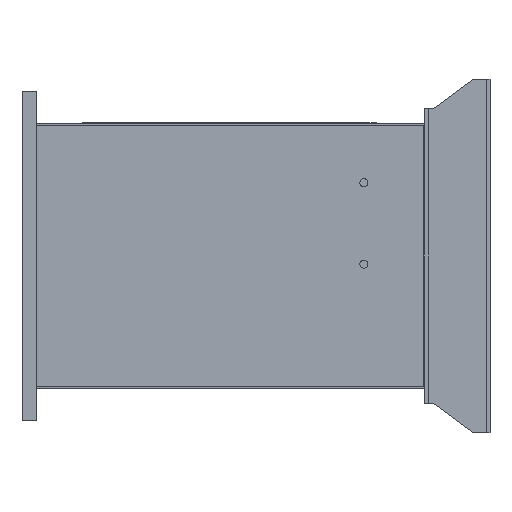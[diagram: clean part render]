
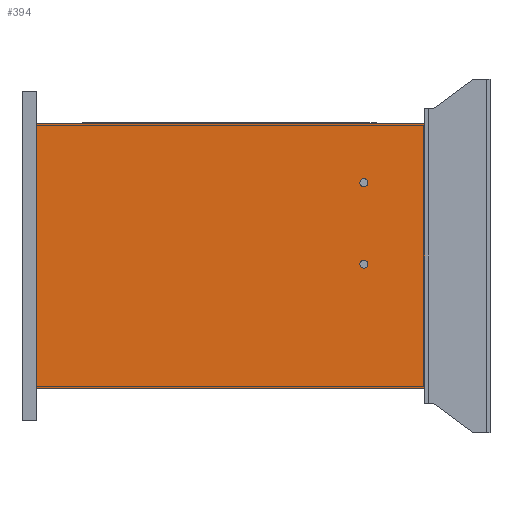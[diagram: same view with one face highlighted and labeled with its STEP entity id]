
A CAD part, left-side view. The second image highlights one B-rep face of the part: STEP entity #394.
In plain terms, the highlighted planar face has unit normal (-1, 0, 0).
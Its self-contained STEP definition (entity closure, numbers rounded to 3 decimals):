
#24 = ORIENTED_EDGE ( 'NONE', *, *, #2006, .F. ) ;
#27 = ORIENTED_EDGE ( 'NONE', *, *, #2236, .F. ) ;
#48 = AXIS2_PLACEMENT_3D ( 'NONE', #1811, #2197, #811 ) ;
#102 = AXIS2_PLACEMENT_3D ( 'NONE', #1417, #1813, #793 ) ;
#107 = LINE ( 'NONE', #2512, #1049 ) ;
#116 = ORIENTED_EDGE ( 'NONE', *, *, #1904, .F. ) ;
#178 = CIRCLE ( 'NONE', #102, 5. ) ;
#211 = EDGE_LOOP ( 'NONE', ( #1470, #1368 ) ) ;
#216 = ORIENTED_EDGE ( 'NONE', *, *, #2625, .F. ) ;
#258 = CARTESIAN_POINT ( 'NONE',  ( -275., 73.5, 90. ) ) ;
#340 = FACE_BOUND ( 'NONE', #211, .T. ) ;
#377 = VERTEX_POINT ( 'NONE', #2580 ) ;
#394 = ADVANCED_FACE ( 'NONE', ( #1507, #340, #2021 ), #1774, .F. ) ;
#412 = EDGE_CURVE ( 'NONE', #2274, #1899, #2437, .T. ) ;
#444 = EDGE_LOOP ( 'NONE', ( #116, #1027 ) ) ;
#462 = CARTESIAN_POINT ( 'NONE',  ( -275., 475.7, -162.5 ) ) ;
#544 = DIRECTION ( 'NONE',  ( 0., 0., 1. ) ) ;
#631 = EDGE_CURVE ( 'NONE', #2187, #377, #1192, .T. ) ;
#662 = CARTESIAN_POINT ( 'NONE',  ( -275., 73.5, 90. ) ) ;
#663 = AXIS2_PLACEMENT_3D ( 'NONE', #662, #2073, #2283 ) ;
#664 = CARTESIAN_POINT ( 'NONE',  ( -275., -1.5, -162.5 ) ) ;
#669 = CIRCLE ( 'NONE', #1542, 5. ) ;
#690 = EDGE_CURVE ( 'NONE', #1287, #1055, #1734, .T. ) ;
#697 = CARTESIAN_POINT ( 'NONE',  ( -275., 73.5, -5. ) ) ;
#718 = VERTEX_POINT ( 'NONE', #664 ) ;
#759 = DIRECTION ( 'NONE',  ( 1., 0., 0. ) ) ;
#793 = DIRECTION ( 'NONE',  ( 0., 0., 1. ) ) ;
#811 = DIRECTION ( 'NONE',  ( 0., 0., 1. ) ) ;
#836 = LINE ( 'NONE', #923, #2329 ) ;
#847 = DIRECTION ( 'NONE',  ( 0., -1., 0. ) ) ;
#923 = CARTESIAN_POINT ( 'NONE',  ( -275., -1.5, 162.5 ) ) ;
#924 = VECTOR ( 'NONE', #2184, 1000. ) ;
#927 = LINE ( 'NONE', #462, #924 ) ;
#932 = DIRECTION ( 'NONE',  ( 0., 0., -1. ) ) ;
#1027 = ORIENTED_EDGE ( 'NONE', *, *, #690, .F. ) ;
#1036 = EDGE_LOOP ( 'NONE', ( #27, #24, #1294, #216 ) ) ;
#1049 = VECTOR ( 'NONE', #544, 1000. ) ;
#1055 = VERTEX_POINT ( 'NONE', #1778 ) ;
#1108 = DIRECTION ( 'NONE',  ( -1., 0., 0. ) ) ;
#1192 = LINE ( 'NONE', #1654, #1544 ) ;
#1272 = CARTESIAN_POINT ( 'NONE',  ( -275., 73.5, 85. ) ) ;
#1287 = VERTEX_POINT ( 'NONE', #1272 ) ;
#1294 = ORIENTED_EDGE ( 'NONE', *, *, #631, .F. ) ;
#1368 = ORIENTED_EDGE ( 'NONE', *, *, #412, .F. ) ;
#1417 = CARTESIAN_POINT ( 'NONE',  ( -275., 73.5, -10. ) ) ;
#1470 = ORIENTED_EDGE ( 'NONE', *, *, #1732, .F. ) ;
#1484 = CARTESIAN_POINT ( 'NONE',  ( -275., 475.7, 162.5 ) ) ;
#1485 = VERTEX_POINT ( 'NONE', #2582 ) ;
#1507 = FACE_BOUND ( 'NONE', #444, .T. ) ;
#1542 = AXIS2_PLACEMENT_3D ( 'NONE', #258, #1108, #1712 ) ;
#1544 = VECTOR ( 'NONE', #847, 1000. ) ;
#1654 = CARTESIAN_POINT ( 'NONE',  ( -275., 475.7, 162.5 ) ) ;
#1712 = DIRECTION ( 'NONE',  ( 0., 0., 1. ) ) ;
#1732 = EDGE_CURVE ( 'NONE', #1899, #2274, #178, .T. ) ;
#1734 = CIRCLE ( 'NONE', #663, 5. ) ;
#1774 = PLANE ( 'NONE',  #1905 ) ;
#1778 = CARTESIAN_POINT ( 'NONE',  ( -275., 73.5, 95. ) ) ;
#1811 = CARTESIAN_POINT ( 'NONE',  ( -275., 73.5, -10. ) ) ;
#1813 = DIRECTION ( 'NONE',  ( -1., 0., 0. ) ) ;
#1880 = DIRECTION ( 'NONE',  ( 0., 0., -1. ) ) ;
#1899 = VERTEX_POINT ( 'NONE', #697 ) ;
#1904 = EDGE_CURVE ( 'NONE', #1055, #1287, #669, .T. ) ;
#1905 = AXIS2_PLACEMENT_3D ( 'NONE', #1981, #759, #932 ) ;
#1981 = CARTESIAN_POINT ( 'NONE',  ( -275., 0., 0. ) ) ;
#2006 = EDGE_CURVE ( 'NONE', #377, #718, #836, .T. ) ;
#2021 = FACE_OUTER_BOUND ( 'NONE', #1036, .T. ) ;
#2073 = DIRECTION ( 'NONE',  ( -1., 0., 0. ) ) ;
#2184 = DIRECTION ( 'NONE',  ( 0., 1., 0. ) ) ;
#2187 = VERTEX_POINT ( 'NONE', #1484 ) ;
#2197 = DIRECTION ( 'NONE',  ( -1., 0., 0. ) ) ;
#2236 = EDGE_CURVE ( 'NONE', #718, #1485, #927, .T. ) ;
#2274 = VERTEX_POINT ( 'NONE', #2406 ) ;
#2283 = DIRECTION ( 'NONE',  ( 0., 0., 1. ) ) ;
#2329 = VECTOR ( 'NONE', #1880, 1000. ) ;
#2406 = CARTESIAN_POINT ( 'NONE',  ( -275., 73.5, -15. ) ) ;
#2437 = CIRCLE ( 'NONE', #48, 5. ) ;
#2512 = CARTESIAN_POINT ( 'NONE',  ( -275., 475.7, 162.5 ) ) ;
#2580 = CARTESIAN_POINT ( 'NONE',  ( -275., -1.5, 162.5 ) ) ;
#2582 = CARTESIAN_POINT ( 'NONE',  ( -275., 475.7, -162.5 ) ) ;
#2625 = EDGE_CURVE ( 'NONE', #1485, #2187, #107, .T. ) ;
